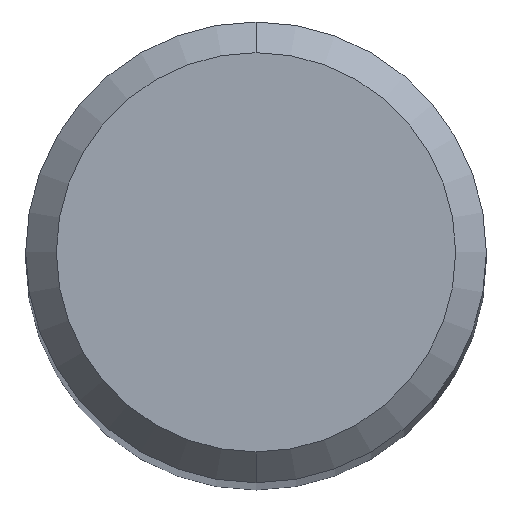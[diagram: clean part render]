
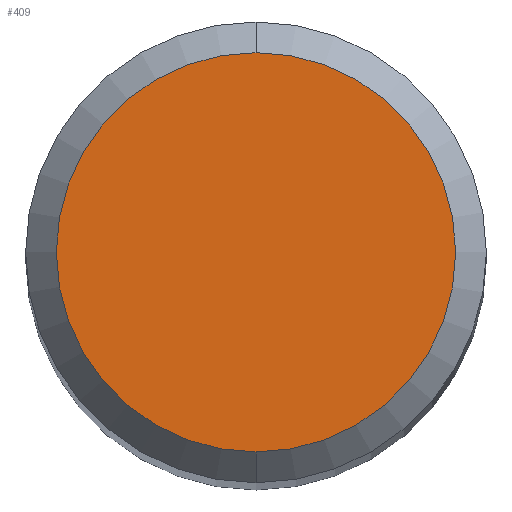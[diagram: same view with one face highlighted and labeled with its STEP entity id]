
A CAD part, top view. The second image highlights one B-rep face of the part: STEP entity #409.
In plain terms, the highlighted planar face has unit normal (0, 0, 1).
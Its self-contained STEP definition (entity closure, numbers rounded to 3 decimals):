
#183=VERTEX_POINT('',#492);
#207=EDGE_CURVE('',#183,#213,#516,.T.);
#213=VERTEX_POINT('',#522);
#255=EDGE_CURVE('',#213,#183,#568,.T.);
#409=ADVANCED_FACE('',(#738),#739,.T.);
#492=CARTESIAN_POINT('',(0.0,2.6,0.0));
#516=CIRCLE('',#860,2.6);
#522=CARTESIAN_POINT('',(0.,-2.6,0.0));
#568=CIRCLE('',#961,2.6);
#738=FACE_OUTER_BOUND('',#1312,.T.);
#739=PLANE('',#1313);
#860=AXIS2_PLACEMENT_3D('',#1479,#1480,#1481);
#961=AXIS2_PLACEMENT_3D('',#1534,#1535,#1536);
#1312=EDGE_LOOP('',(#1741,#1742));
#1313=AXIS2_PLACEMENT_3D('',#1743,#1744,#1745);
#1479=CARTESIAN_POINT('',(0.0,0.0,0.0));
#1480=DIRECTION('',(0.0,0.0,-1.0));
#1481=DIRECTION('',(0.0,1.0,0.0));
#1534=CARTESIAN_POINT('',(0.0,0.0,0.0));
#1535=DIRECTION('',(0.0,0.0,-1.0));
#1536=DIRECTION('',(0.0,1.0,0.0));
#1741=ORIENTED_EDGE('',*,*,#207,.F.);
#1742=ORIENTED_EDGE('',*,*,#255,.F.);
#1743=CARTESIAN_POINT('',(0.0,1.3,0.0));
#1744=DIRECTION('',(-0.0,0.0,1.0));
#1745=DIRECTION('',(0.0,-1.0,0.0));
